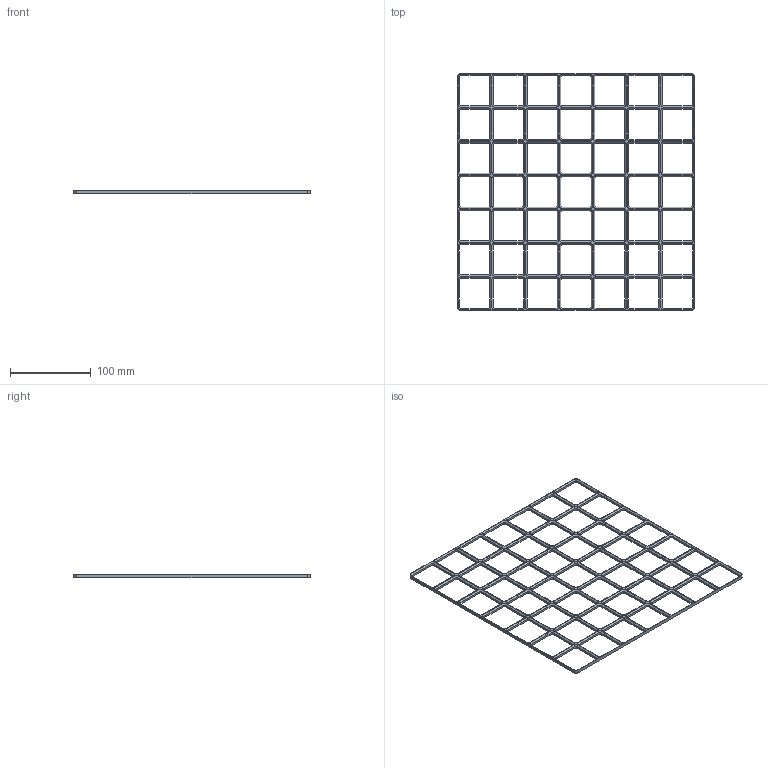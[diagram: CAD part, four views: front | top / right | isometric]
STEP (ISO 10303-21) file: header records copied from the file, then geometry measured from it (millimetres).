
FILE_DESCRIPTION(/* description */ (''),/* implementation_level */ '2;1');
FILE_NAME(/* name */ 'Lt Frame 7x7',/* time_stamp */ '2024-06-14T16:48:45+03:00',/* author */ (''),/* organization */ (''),/* preprocessor_version */ 'ST-DEVELOPER v19.2',/* originating_system */ 'Rhino 8.2',/* authorisation */ '');
FILE_SCHEMA (('CONFIG_CONTROL_DESIGN'));
Length unit declared in the file: millimetre
Products named in the file (1): Document
Bounding box: 294 x 294 x 4.15 mm (x, y, z)
Volume: 60153.3 mm3; surface area: 61899.2 mm2
Topology: 1 solids, 1 shells, 794 faces, 1984 edges, 1192 vertices
Faces by surface type: plane 398, cylinder 200, bspline 196
Entity records: 25860 total; most frequent: CARTESIAN_POINT 9884, ORIENTED_EDGE 3968, EDGE_CURVE 1984, DIRECTION 1794, B_SPLINE_CURVE_WITH_KNOTS 1388, AXIS2_PLACEMENT_3D 1196, VERTEX_POINT 1192, EDGE_LOOP 892
